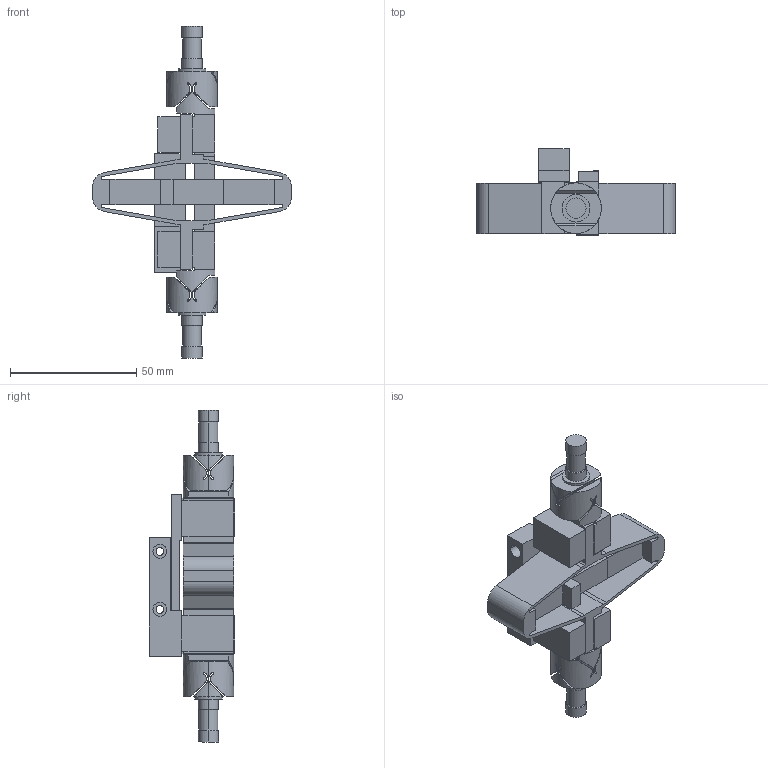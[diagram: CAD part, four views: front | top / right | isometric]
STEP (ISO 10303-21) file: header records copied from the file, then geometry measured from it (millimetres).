
FILE_DESCRIPTION (( 'STEP AP214' ), '1' );
FILE_NAME ('013215_PAss APA300ML 02.STEP', '2015-10-08T14:16:41', ( 'adminc' ), ( '' ), 'SwSTEP 2.0', 'SolidWorks 2015', '' );
FILE_SCHEMA (( 'AUTOMOTIVE_DESIGN' ));
Length unit declared in the file: metre
Products named in the file (6): Leg-Assy-rough; Flexor; APA300ML; Geom; EncoderScale; EncoderHead
Assembly tree (6 placements, depth 3):
  Geom
    Leg-Assy-rough
      Flexor  x2
      APA300ML
    EncoderScale
    EncoderHead
Bounding box: 78.79 x 34 x 131.5 mm (x, y, z)
Volume: 44888.7 mm3; surface area: 30049.1 mm2
Topology: 11 solids, 11 shells, 374 faces, 1031 edges, 672 vertices
Faces by surface type: cylinder 212, plane 154, cone 8
Entity records: 9599 total; most frequent: CARTESIAN_POINT 2729, ORIENTED_EDGE 1406, DIRECTION 1384, EDGE_CURVE 703, AXIS2_PLACEMENT_3D 486, VERTEX_POINT 461, LINE 412, VECTOR 412
